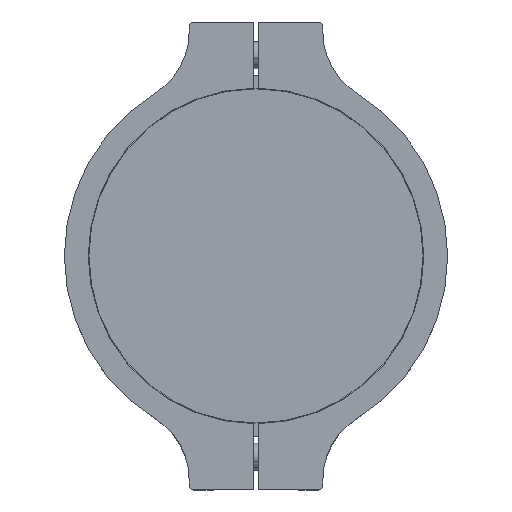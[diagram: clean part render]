
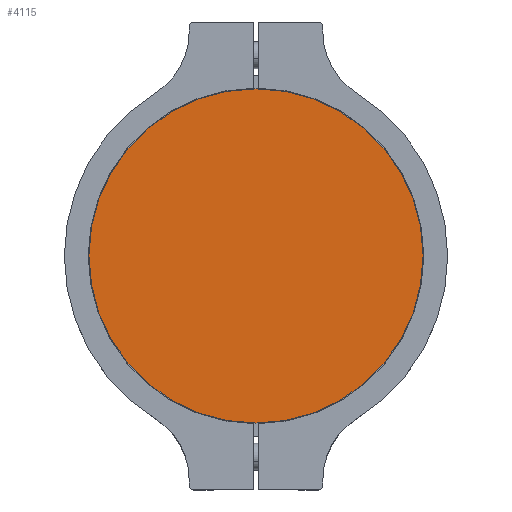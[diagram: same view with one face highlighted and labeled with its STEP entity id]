
A CAD part, top view. The second image highlights one B-rep face of the part: STEP entity #4115.
In plain terms, the highlighted planar face has unit normal (0, 0, 1).
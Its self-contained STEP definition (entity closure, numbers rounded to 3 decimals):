
#3 = PLANE ( 'NONE',  #2560 ) ;
#18 = DIRECTION ( 'NONE',  ( 1., 0., 0. ) ) ;
#271 = CARTESIAN_POINT ( 'NONE',  ( 0., -37.5, 25.55 ) ) ;
#652 = CARTESIAN_POINT ( 'NONE',  ( 0., 0., 25.55 ) ) ;
#832 = AXIS2_PLACEMENT_3D ( 'NONE', #652, #3556, #2271 ) ;
#882 = ORIENTED_EDGE ( 'NONE', *, *, #2831, .T. ) ;
#1050 = EDGE_LOOP ( 'NONE', ( #882, #3865 ) ) ;
#1409 = AXIS2_PLACEMENT_3D ( 'NONE', #2884, #3520, #18 ) ;
#1522 = VERTEX_POINT ( 'NONE', #3081 ) ;
#1700 = CIRCLE ( 'NONE', #832, 37.5 ) ;
#1838 = DIRECTION ( 'NONE',  ( 1., 0., 0. ) ) ;
#1859 = FACE_OUTER_BOUND ( 'NONE', #1050, .T. ) ;
#2195 = CARTESIAN_POINT ( 'NONE',  ( 37.5, 0., 25.55 ) ) ;
#2271 = DIRECTION ( 'NONE',  ( 1., 0., 0. ) ) ;
#2540 = DIRECTION ( 'NONE',  ( 0., 0., 1. ) ) ;
#2560 = AXIS2_PLACEMENT_3D ( 'NONE', #271, #2540, #1838 ) ;
#2831 = EDGE_CURVE ( 'NONE', #3105, #1522, #1700, .T. ) ;
#2884 = CARTESIAN_POINT ( 'NONE',  ( 0., 0., 25.55 ) ) ;
#3081 = CARTESIAN_POINT ( 'NONE',  ( -37.5, 0., 25.55 ) ) ;
#3105 = VERTEX_POINT ( 'NONE', #2195 ) ;
#3520 = DIRECTION ( 'NONE',  ( 0., 0., 1. ) ) ;
#3556 = DIRECTION ( 'NONE',  ( 0., 0., 1. ) ) ;
#3566 = EDGE_CURVE ( 'NONE', #1522, #3105, #3969, .T. ) ;
#3865 = ORIENTED_EDGE ( 'NONE', *, *, #3566, .T. ) ;
#3969 = CIRCLE ( 'NONE', #1409, 37.5 ) ;
#4115 = ADVANCED_FACE ( 'NONE', ( #1859 ), #3, .T. ) ;
